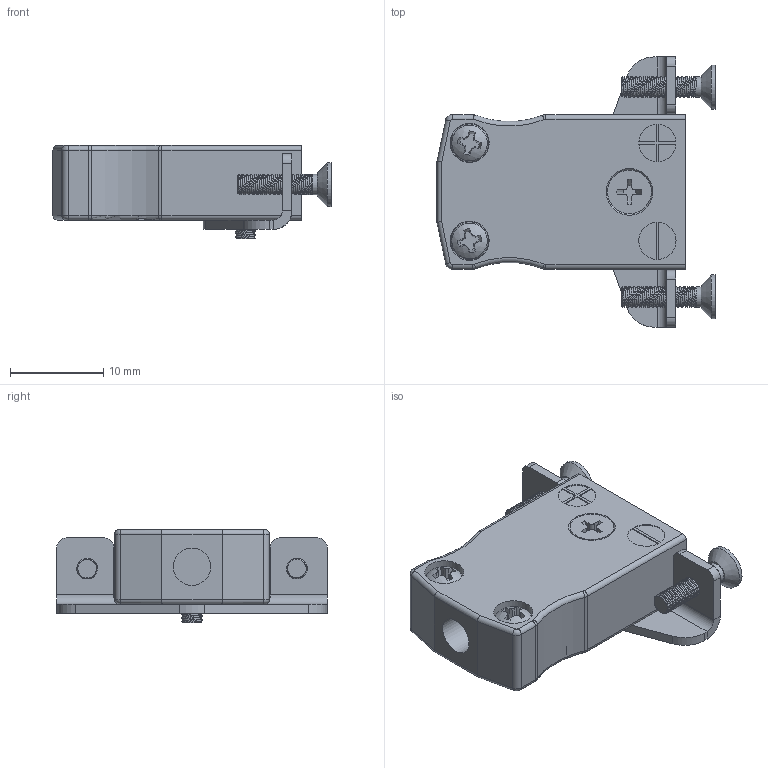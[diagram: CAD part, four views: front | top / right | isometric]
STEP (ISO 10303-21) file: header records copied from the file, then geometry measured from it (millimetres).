
FILE_DESCRIPTION (( 'STEP AP214' ), '1' );
FILE_NAME ('11438-214-Yellow-Miniature SSPF Socket with Bracket.STEP', '2025-12-09T20:15:40', ( '' ), ( '' ), 'SwSTEP 2.0', 'SolidWorks 2014', '' );
FILE_SCHEMA (( 'AUTOMOTIVE_DESIGN' ));
Length unit declared in the file: millimetre
Products named in the file (7): pan_head_phillip_mc_screw_m2_6.2mm Thread; 131-M2-5x10_phillips_countersunk_flat_head; 11438-214-Yellow-Miniature SSPF Socket with Bracket; 01-Metal Connection Strip; 130-Mouning Bracket; 114-Metal Connection Strip_W4.4mm; 127-Miniature inline Socket_Yellow
Assembly tree (11 placements, depth 2):
  11438-214-Yellow-Miniature SSPF Socket with Bracket
    127-Miniature inline Socket_Yellow
    pan_head_phillip_mc_screw_m2_6.2mm Thread  x2
    01-Metal Connection Strip  x2
    114-Metal Connection Strip_W4.4mm  x2
    130-Mouning Bracket
    131-M2-5x10_phillips_countersunk_flat_head  x3
Bounding box: 29.83 x 29 x 10.02 mm (x, y, z)
Volume: 3226.6 mm3; surface area: 3843 mm2
Topology: 11 solids, 11 shells, 432 faces, 1336 edges, 950 vertices
Faces by surface type: plane 197, cylinder 144, bspline 41, cone 30, torus 18, sphere 2
Full cylindrical faces by diameter (mm): 2.05 x3, 2.2 x2, 2.208 x51, 2.7 x1, 4 x3, 4.2 x2, 4.7 x3
Entity records: 109835 total; most frequent: CARTESIAN_POINT 103112, ORIENTED_EDGE 1434, DIRECTION 1196, EDGE_CURVE 717, VERTEX_POINT 511, AXIS2_PLACEMENT_3D 427, LINE 342, VECTOR 342
